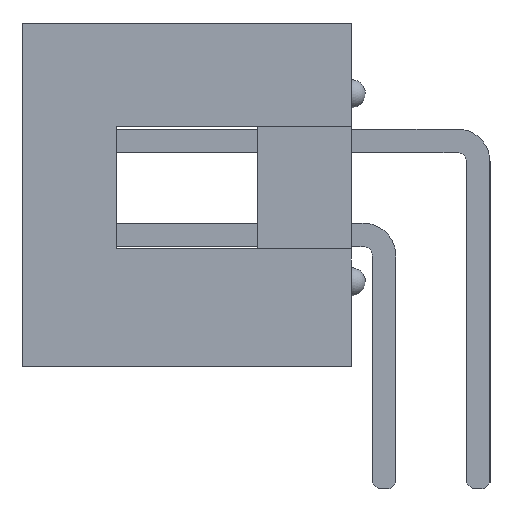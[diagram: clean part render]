
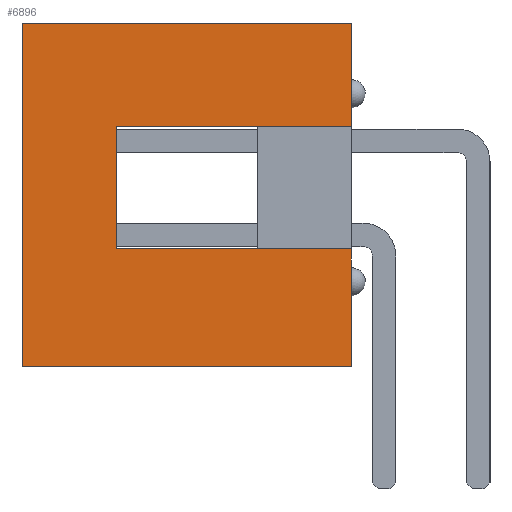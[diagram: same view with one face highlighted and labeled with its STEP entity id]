
A CAD part, left-side view. The second image highlights one B-rep face of the part: STEP entity #6896.
In plain terms, the highlighted planar face has unit normal (-1, 0, 0).
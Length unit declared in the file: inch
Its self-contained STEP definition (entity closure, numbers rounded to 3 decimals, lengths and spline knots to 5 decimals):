
#1988=ORIENTED_EDGE('',*,*,#3032,.F.);
#1989=ORIENTED_EDGE('',*,*,#3058,.F.);
#1990=ORIENTED_EDGE('',*,*,#3055,.F.);
#1991=ORIENTED_EDGE('',*,*,#3079,.F.);
#1992=ORIENTED_EDGE('',*,*,#3080,.T.);
#1993=ORIENTED_EDGE('',*,*,#3081,.T.);
#1994=ORIENTED_EDGE('',*,*,#3051,.F.);
#1995=ORIENTED_EDGE('',*,*,#3071,.F.);
#3032=EDGE_CURVE('',#3730,#3710,#4608,.T.);
#3051=EDGE_CURVE('',#3749,#3750,#4623,.T.);
#3055=EDGE_CURVE('',#3753,#3754,#4627,.T.);
#3058=EDGE_CURVE('',#3754,#3730,#4630,.T.);
#3071=EDGE_CURVE('',#3710,#3749,#4643,.T.);
#3079=EDGE_CURVE('',#3764,#3753,#4651,.T.);
#3080=EDGE_CURVE('',#3764,#3765,#4652,.T.);
#3081=EDGE_CURVE('',#3765,#3750,#4653,.T.);
#3710=VERTEX_POINT('',#10899);
#3730=VERTEX_POINT('',#10940);
#3749=VERTEX_POINT('',#10979);
#3750=VERTEX_POINT('',#10981);
#3753=VERTEX_POINT('',#10987);
#3754=VERTEX_POINT('',#10989);
#3764=VERTEX_POINT('',#11031);
#3765=VERTEX_POINT('',#11033);
#4608=LINE('',#10941,#5522);
#4623=LINE('',#10980,#5537);
#4627=LINE('',#10988,#5541);
#4630=LINE('',#10993,#5544);
#4643=LINE('',#11016,#5557);
#4651=LINE('',#11030,#5565);
#4652=LINE('',#11032,#5566);
#4653=LINE('',#11034,#5567);
#5522=VECTOR('',#8955,39.37008);
#5537=VECTOR('',#8980,39.37008);
#5541=VECTOR('',#8984,39.37008);
#5544=VECTOR('',#8989,39.37008);
#5557=VECTOR('',#9012,39.37008);
#5565=VECTOR('',#9024,39.37008);
#5566=VECTOR('',#9025,39.37008);
#5567=VECTOR('',#9026,39.37008);
#5918=EDGE_LOOP('',(#1988,#1989,#1990,#1991,#1992,#1993,#1994,#1995));
#6260=FACE_BOUND('',#5918,.T.);
#6562=PLANE('',#7350);
#6896=ADVANCED_FACE('',(#6260),#6562,.F.);
#7350=AXIS2_PLACEMENT_3D('',#11029,#9022,#9023);
#8955=DIRECTION('',(0.,0.,1.));
#8980=DIRECTION('',(0.,0.,-1.));
#8984=DIRECTION('',(0.,0.,-1.));
#8989=DIRECTION('',(0.,1.,0.));
#9012=DIRECTION('',(0.,-1.,0.));
#9022=DIRECTION('',(1.,0.,0.));
#9023=DIRECTION('',(0.,0.,-1.));
#9024=DIRECTION('',(0.,-1.,0.));
#9025=DIRECTION('',(0.,0.,1.));
#9026=DIRECTION('',(0.,-1.,0.));
#10899=CARTESIAN_POINT('',(-0.6,0.35,0.175));
#10940=CARTESIAN_POINT('',(-0.6,0.35,-0.19));
#10941=CARTESIAN_POINT('',(-0.6,0.35,-0.19));
#10979=CARTESIAN_POINT('',(-0.6,0.,0.175));
#10980=CARTESIAN_POINT('',(-0.6,0.,0.175));
#10981=CARTESIAN_POINT('',(-0.6,0.,0.065));
#10987=CARTESIAN_POINT('',(-0.6,0.,-0.065));
#10988=CARTESIAN_POINT('',(-0.6,0.,0.175));
#10989=CARTESIAN_POINT('',(-0.6,0.,-0.19));
#10993=CARTESIAN_POINT('',(-0.6,0.,-0.19));
#11016=CARTESIAN_POINT('',(-0.6,0.35,0.175));
#11029=CARTESIAN_POINT('',(-0.6,0.,0.));
#11030=CARTESIAN_POINT('',(-0.6,0.25,-0.065));
#11031=CARTESIAN_POINT('',(-0.6,0.25,-0.065));
#11032=CARTESIAN_POINT('',(-0.6,0.25,0.));
#11033=CARTESIAN_POINT('',(-0.6,0.25,0.065));
#11034=CARTESIAN_POINT('',(-0.6,0.25,0.065));
